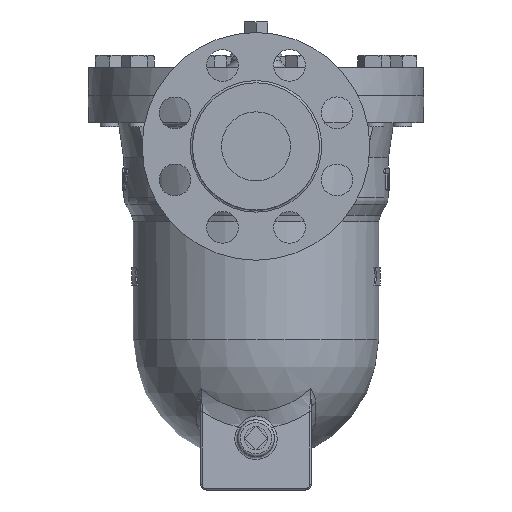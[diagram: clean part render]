
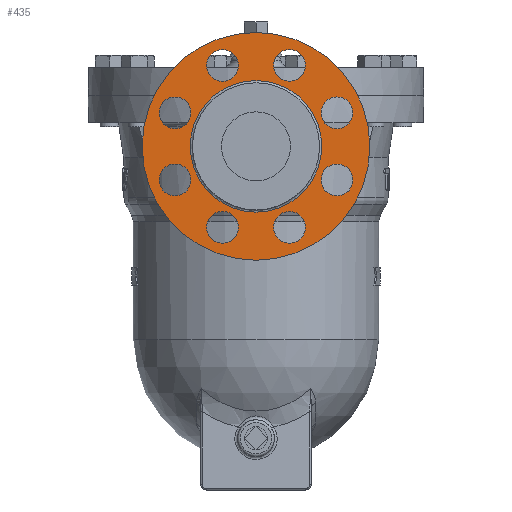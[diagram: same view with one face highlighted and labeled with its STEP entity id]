
A CAD part, left-side view. The second image highlights one B-rep face of the part: STEP entity #435.
In plain terms, the highlighted planar face has unit normal (-1, 0, 0).
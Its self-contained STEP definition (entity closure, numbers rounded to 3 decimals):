
#305=CARTESIAN_POINT('',(-176.4,0.,10.65));
#306=VERTEX_POINT('',#305);
#307=CARTESIAN_POINT('',(-176.4,0.0,-37.));
#308=DIRECTION('',(-1.0,0.0,0.0));
#309=DIRECTION('',(0.0,0.0,-1.0));
#310=AXIS2_PLACEMENT_3D('',#307,#308,#309);
#311=CIRCLE('',#310,47.65);
#312=EDGE_CURVE('',#306,#306,#311,.T.);
#328=CARTESIAN_POINT('',(-176.4,0.0,27.275));
#329=DIRECTION('',(-1.0,0.0,0.0));
#330=DIRECTION('',(0.0,0.0,1.0));
#331=AXIS2_PLACEMENT_3D('',#328,#329,#330);
#332=PLANE('',#331);
#333=CARTESIAN_POINT('',(-176.4,0.0,45.5));
#334=VERTEX_POINT('',#333);
#335=CARTESIAN_POINT('',(-176.4,0.0,-37.));
#336=DIRECTION('',(-1.0,0.0,0.0));
#337=DIRECTION('',(0.0,0.0,1.0));
#338=AXIS2_PLACEMENT_3D('',#335,#336,#337);
#339=CIRCLE('',#338,82.5);
#340=EDGE_CURVE('',#334,#334,#339,.T.);
#341=ORIENTED_EDGE('',*,*,#340,.T.);
#342=EDGE_LOOP('',(#341));
#343=FACE_OUTER_BOUND('',#342,.T.);
#344=CARTESIAN_POINT('',(-176.4,24.3,33.166));
#345=VERTEX_POINT('',#344);
#346=CARTESIAN_POINT('',(-176.4,24.3,21.666));
#347=DIRECTION('',(1.0,0.0,0.0));
#348=DIRECTION('',(0.0,0.0,1.0));
#349=AXIS2_PLACEMENT_3D('',#346,#347,#348);
#350=CIRCLE('',#349,11.5);
#351=EDGE_CURVE('',#345,#345,#350,.T.);
#352=ORIENTED_EDGE('',*,*,#351,.T.);
#353=EDGE_LOOP('',(#352));
#354=FACE_BOUND('',#353,.T.);
#355=CARTESIAN_POINT('',(-176.4,66.798,-4.568));
#356=VERTEX_POINT('',#355);
#357=CARTESIAN_POINT('',(-176.4,58.666,-12.7));
#358=DIRECTION('',(1.0,0.,0.));
#359=DIRECTION('',(0.,0.707,0.707));
#360=AXIS2_PLACEMENT_3D('',#357,#358,#359);
#361=CIRCLE('',#360,11.5);
#362=EDGE_CURVE('',#356,#356,#361,.T.);
#363=ORIENTED_EDGE('',*,*,#362,.T.);
#364=EDGE_LOOP('',(#363));
#365=FACE_BOUND('',#364,.T.);
#366=CARTESIAN_POINT('',(-176.4,70.166,-61.3));
#367=VERTEX_POINT('',#366);
#368=CARTESIAN_POINT('',(-176.4,58.666,-61.3));
#369=DIRECTION('',(1.0,0.0,0.0));
#370=DIRECTION('',(0.0,1.0,0.0));
#371=AXIS2_PLACEMENT_3D('',#368,#369,#370);
#372=CIRCLE('',#371,11.5);
#373=EDGE_CURVE('',#367,#367,#372,.T.);
#374=ORIENTED_EDGE('',*,*,#373,.T.);
#375=EDGE_LOOP('',(#374));
#376=FACE_BOUND('',#375,.T.);
#377=CARTESIAN_POINT('',(-176.4,32.432,-103.798));
#378=VERTEX_POINT('',#377);
#379=CARTESIAN_POINT('',(-176.4,24.3,-95.666));
#380=DIRECTION('',(1.0,0.,0.));
#381=DIRECTION('',(0.,0.707,-0.707));
#382=AXIS2_PLACEMENT_3D('',#379,#380,#381);
#383=CIRCLE('',#382,11.5);
#384=EDGE_CURVE('',#378,#378,#383,.T.);
#385=ORIENTED_EDGE('',*,*,#384,.T.);
#386=EDGE_LOOP('',(#385));
#387=FACE_BOUND('',#386,.T.);
#388=CARTESIAN_POINT('',(-176.4,-24.3,-107.166));
#389=VERTEX_POINT('',#388);
#390=CARTESIAN_POINT('',(-176.4,-24.3,-95.666));
#391=DIRECTION('',(1.0,0.0,0.0));
#392=DIRECTION('',(0.0,0.0,-1.0));
#393=AXIS2_PLACEMENT_3D('',#390,#391,#392);
#394=CIRCLE('',#393,11.5);
#395=EDGE_CURVE('',#389,#389,#394,.T.);
#396=ORIENTED_EDGE('',*,*,#395,.T.);
#397=EDGE_LOOP('',(#396));
#398=FACE_BOUND('',#397,.T.);
#399=CARTESIAN_POINT('',(-176.4,-66.798,-69.432));
#400=VERTEX_POINT('',#399);
#401=CARTESIAN_POINT('',(-176.4,-58.666,-61.3));
#402=DIRECTION('',(1.0,0.,0.));
#403=DIRECTION('',(0.,-0.707,-0.707));
#404=AXIS2_PLACEMENT_3D('',#401,#402,#403);
#405=CIRCLE('',#404,11.5);
#406=EDGE_CURVE('',#400,#400,#405,.T.);
#407=ORIENTED_EDGE('',*,*,#406,.T.);
#408=EDGE_LOOP('',(#407));
#409=FACE_BOUND('',#408,.T.);
#410=CARTESIAN_POINT('',(-176.4,-70.166,-12.7));
#411=VERTEX_POINT('',#410);
#412=CARTESIAN_POINT('',(-176.4,-58.666,-12.7));
#413=DIRECTION('',(1.0,0.0,0.0));
#414=DIRECTION('',(0.0,-1.0,0.0));
#415=AXIS2_PLACEMENT_3D('',#412,#413,#414);
#416=CIRCLE('',#415,11.5);
#417=EDGE_CURVE('',#411,#411,#416,.T.);
#418=ORIENTED_EDGE('',*,*,#417,.T.);
#419=EDGE_LOOP('',(#418));
#420=FACE_BOUND('',#419,.T.);
#421=CARTESIAN_POINT('',(-176.4,-32.432,29.798));
#422=VERTEX_POINT('',#421);
#423=CARTESIAN_POINT('',(-176.4,-24.3,21.666));
#424=DIRECTION('',(1.,0.,0.));
#425=DIRECTION('',(0.,-0.707,0.707));
#426=AXIS2_PLACEMENT_3D('',#423,#424,#425);
#427=CIRCLE('',#426,11.5);
#428=EDGE_CURVE('',#422,#422,#427,.T.);
#429=ORIENTED_EDGE('',*,*,#428,.T.);
#430=EDGE_LOOP('',(#429));
#431=FACE_BOUND('',#430,.T.);
#432=ORIENTED_EDGE('',*,*,#312,.F.);
#433=EDGE_LOOP('',(#432));
#434=FACE_BOUND('',#433,.T.);
#435=ADVANCED_FACE('',(#343,#354,#365,#376,#387,#398,#409,#420,#431,#434),#332,.T.);
